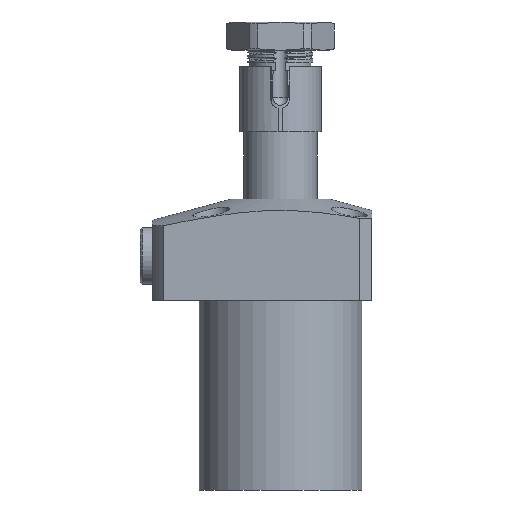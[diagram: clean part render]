
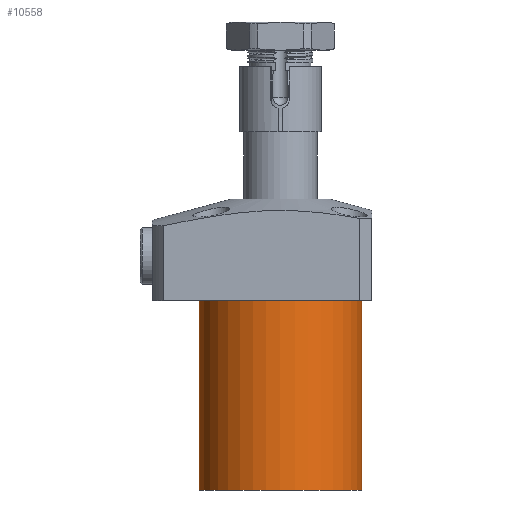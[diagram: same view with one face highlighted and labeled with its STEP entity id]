
A CAD part, front view. The second image highlights one B-rep face of the part: STEP entity #10558.
In plain terms, the highlighted cylindrical face has radius 20 mm (diameter 40 mm), a partial arc.
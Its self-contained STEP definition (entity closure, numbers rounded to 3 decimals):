
#35 = CIRCLE ( 'NONE', #586, 20. ) ;
#107 = EDGE_CURVE ( 'NONE', #11562, #3207, #12991, .T. ) ;
#549 = DIRECTION ( 'NONE',  ( -1., 0., 0. ) ) ;
#586 = AXIS2_PLACEMENT_3D ( 'NONE', #2552, #9350, #549 ) ;
#1006 = VECTOR ( 'NONE', #6505, 1000. ) ;
#1566 = ORIENTED_EDGE ( 'NONE', *, *, #2907, .F. ) ;
#1711 = CARTESIAN_POINT ( 'NONE',  ( 20., 0., -46.5 ) ) ;
#2063 = CARTESIAN_POINT ( 'NONE',  ( 20., 0., 0. ) ) ;
#2210 = EDGE_CURVE ( 'NONE', #4491, #11562, #10774, .T. ) ;
#2552 = CARTESIAN_POINT ( 'NONE',  ( 0., 0., -46.5 ) ) ;
#2708 = VECTOR ( 'NONE', #6464, 1000. ) ;
#2907 = EDGE_CURVE ( 'NONE', #9634, #3207, #10139, .T. ) ;
#3207 = VERTEX_POINT ( 'NONE', #10865 ) ;
#3754 = DIRECTION ( 'NONE',  ( 0., 0., 1. ) ) ;
#4097 = DIRECTION ( 'NONE',  ( 0., 0., -1. ) ) ;
#4491 = VERTEX_POINT ( 'NONE', #1711 ) ;
#4529 = AXIS2_PLACEMENT_3D ( 'NONE', #12162, #4097, #6174 ) ;
#5783 = CARTESIAN_POINT ( 'NONE',  ( 0., 0., -46.5 ) ) ;
#6174 = DIRECTION ( 'NONE',  ( 1., 0., 0. ) ) ;
#6464 = DIRECTION ( 'NONE',  ( 0., 0., 1. ) ) ;
#6505 = DIRECTION ( 'NONE',  ( 0., 0., 1. ) ) ;
#7121 = CYLINDRICAL_SURFACE ( 'NONE', #12225, 20. ) ;
#7601 = FACE_OUTER_BOUND ( 'NONE', #9959, .T. ) ;
#7730 = DIRECTION ( 'NONE',  ( 1., 0., 0. ) ) ;
#8125 = ORIENTED_EDGE ( 'NONE', *, *, #9747, .F. ) ;
#8928 = ORIENTED_EDGE ( 'NONE', *, *, #2210, .T. ) ;
#9338 = ORIENTED_EDGE ( 'NONE', *, *, #107, .T. ) ;
#9350 = DIRECTION ( 'NONE',  ( 0., 0., -1. ) ) ;
#9634 = VERTEX_POINT ( 'NONE', #12302 ) ;
#9747 = EDGE_CURVE ( 'NONE', #4491, #9634, #35, .T. ) ;
#9959 = EDGE_LOOP ( 'NONE', ( #1566, #8125, #8928, #9338 ) ) ;
#10139 = LINE ( 'NONE', #12501, #1006 ) ;
#10558 = ADVANCED_FACE ( 'NONE', ( #7601 ), #7121, .T. ) ;
#10774 = LINE ( 'NONE', #11409, #2708 ) ;
#10865 = CARTESIAN_POINT ( 'NONE',  ( -20., 0., 0. ) ) ;
#11409 = CARTESIAN_POINT ( 'NONE',  ( 20., 0., -46.5 ) ) ;
#11562 = VERTEX_POINT ( 'NONE', #2063 ) ;
#12162 = CARTESIAN_POINT ( 'NONE',  ( 0., 0., 0. ) ) ;
#12225 = AXIS2_PLACEMENT_3D ( 'NONE', #5783, #3754, #7730 ) ;
#12302 = CARTESIAN_POINT ( 'NONE',  ( -20., 0., -46.5 ) ) ;
#12501 = CARTESIAN_POINT ( 'NONE',  ( -20., 0., -46.5 ) ) ;
#12991 = CIRCLE ( 'NONE', #4529, 20. ) ;
